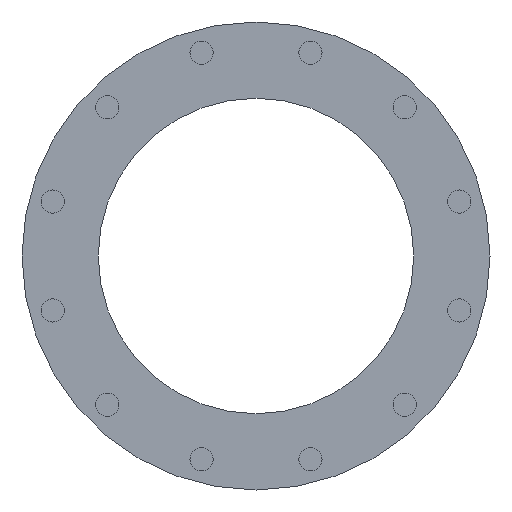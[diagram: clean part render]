
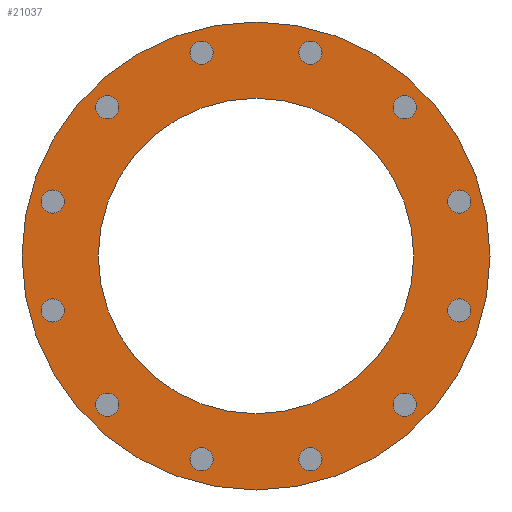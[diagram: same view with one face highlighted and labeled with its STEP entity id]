
A CAD part, left-side view. The second image highlights one B-rep face of the part: STEP entity #21037.
In plain terms, the highlighted planar face has unit normal (-1, 0, 0).
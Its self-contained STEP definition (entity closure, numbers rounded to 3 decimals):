
#282=FACE_BOUND('',#5253,.T.);
#283=FACE_BOUND('',#5254,.T.);
#284=FACE_BOUND('',#5255,.T.);
#285=FACE_BOUND('',#5256,.T.);
#286=FACE_BOUND('',#5257,.T.);
#287=FACE_BOUND('',#5258,.T.);
#288=FACE_BOUND('',#5259,.T.);
#289=FACE_BOUND('',#5260,.T.);
#290=FACE_BOUND('',#5261,.T.);
#291=FACE_BOUND('',#5262,.T.);
#292=FACE_BOUND('',#5263,.T.);
#293=FACE_BOUND('',#5264,.T.);
#294=FACE_BOUND('',#5265,.T.);
#2877=PLANE('',#22942);
#3917=FACE_OUTER_BOUND('',#5252,.T.);
#5252=EDGE_LOOP('',(#17516,#17517));
#5253=EDGE_LOOP('',(#17518));
#5254=EDGE_LOOP('',(#17519));
#5255=EDGE_LOOP('',(#17520));
#5256=EDGE_LOOP('',(#17521));
#5257=EDGE_LOOP('',(#17522));
#5258=EDGE_LOOP('',(#17523));
#5259=EDGE_LOOP('',(#17524));
#5260=EDGE_LOOP('',(#17525));
#5261=EDGE_LOOP('',(#17526));
#5262=EDGE_LOOP('',(#17527));
#5263=EDGE_LOOP('',(#17528));
#5264=EDGE_LOOP('',(#17529));
#5265=EDGE_LOOP('',(#17530,#17531));
#6388=CIRCLE('',#22887,150.);
#6389=CIRCLE('',#22888,150.);
#6431=CIRCLE('',#22940,222.5);
#6432=CIRCLE('',#22941,222.5);
#6433=CIRCLE('',#22943,11.);
#6434=CIRCLE('',#22944,11.);
#6435=CIRCLE('',#22945,11.);
#6436=CIRCLE('',#22946,11.);
#6437=CIRCLE('',#22947,11.);
#6438=CIRCLE('',#22948,11.);
#6439=CIRCLE('',#22949,11.);
#6440=CIRCLE('',#22950,11.);
#6441=CIRCLE('',#22951,11.);
#6442=CIRCLE('',#22952,11.);
#6443=CIRCLE('',#22953,11.);
#6444=CIRCLE('',#22954,11.);
#9551=VERTEX_POINT('',#35838);
#9552=VERTEX_POINT('',#35840);
#9665=VERTEX_POINT('',#36083);
#9666=VERTEX_POINT('',#36085);
#9667=VERTEX_POINT('',#36089);
#9668=VERTEX_POINT('',#36091);
#9669=VERTEX_POINT('',#36093);
#9670=VERTEX_POINT('',#36095);
#9671=VERTEX_POINT('',#36097);
#9672=VERTEX_POINT('',#36099);
#9673=VERTEX_POINT('',#36101);
#9674=VERTEX_POINT('',#36103);
#9675=VERTEX_POINT('',#36105);
#9676=VERTEX_POINT('',#36107);
#9677=VERTEX_POINT('',#36109);
#9678=VERTEX_POINT('',#36111);
#12434=EDGE_CURVE('',#9552,#9551,#6388,.T.);
#12435=EDGE_CURVE('',#9551,#9552,#6389,.T.);
#12555=EDGE_CURVE('',#9665,#9666,#6431,.T.);
#12556=EDGE_CURVE('',#9666,#9665,#6432,.T.);
#12557=EDGE_CURVE('',#9667,#9667,#6433,.T.);
#12558=EDGE_CURVE('',#9668,#9668,#6434,.T.);
#12559=EDGE_CURVE('',#9669,#9669,#6435,.T.);
#12560=EDGE_CURVE('',#9670,#9670,#6436,.T.);
#12561=EDGE_CURVE('',#9671,#9671,#6437,.T.);
#12562=EDGE_CURVE('',#9672,#9672,#6438,.T.);
#12563=EDGE_CURVE('',#9673,#9673,#6439,.T.);
#12564=EDGE_CURVE('',#9674,#9674,#6440,.T.);
#12565=EDGE_CURVE('',#9675,#9675,#6441,.T.);
#12566=EDGE_CURVE('',#9676,#9676,#6442,.T.);
#12567=EDGE_CURVE('',#9677,#9677,#6443,.T.);
#12568=EDGE_CURVE('',#9678,#9678,#6444,.T.);
#17516=ORIENTED_EDGE('',*,*,#12556,.F.);
#17517=ORIENTED_EDGE('',*,*,#12555,.F.);
#17518=ORIENTED_EDGE('',*,*,#12557,.T.);
#17519=ORIENTED_EDGE('',*,*,#12558,.T.);
#17520=ORIENTED_EDGE('',*,*,#12559,.T.);
#17521=ORIENTED_EDGE('',*,*,#12560,.T.);
#17522=ORIENTED_EDGE('',*,*,#12561,.T.);
#17523=ORIENTED_EDGE('',*,*,#12562,.T.);
#17524=ORIENTED_EDGE('',*,*,#12563,.T.);
#17525=ORIENTED_EDGE('',*,*,#12564,.T.);
#17526=ORIENTED_EDGE('',*,*,#12565,.T.);
#17527=ORIENTED_EDGE('',*,*,#12566,.T.);
#17528=ORIENTED_EDGE('',*,*,#12567,.T.);
#17529=ORIENTED_EDGE('',*,*,#12568,.T.);
#17530=ORIENTED_EDGE('',*,*,#12434,.T.);
#17531=ORIENTED_EDGE('',*,*,#12435,.T.);
#21037=ADVANCED_FACE('',(#3917,#282,#283,#284,#285,#286,#287,#288,#289,
#290,#291,#292,#293,#294),#2877,.T.);
#22887=AXIS2_PLACEMENT_3D('',#35841,#27073,#27074);
#22888=AXIS2_PLACEMENT_3D('',#35842,#27075,#27076);
#22940=AXIS2_PLACEMENT_3D('',#36086,#27257,#27258);
#22941=AXIS2_PLACEMENT_3D('',#36087,#27259,#27260);
#22942=AXIS2_PLACEMENT_3D('',#36088,#27261,#27262);
#22943=AXIS2_PLACEMENT_3D('',#36090,#27263,#27264);
#22944=AXIS2_PLACEMENT_3D('',#36092,#27265,#27266);
#22945=AXIS2_PLACEMENT_3D('',#36094,#27267,#27268);
#22946=AXIS2_PLACEMENT_3D('',#36096,#27269,#27270);
#22947=AXIS2_PLACEMENT_3D('',#36098,#27271,#27272);
#22948=AXIS2_PLACEMENT_3D('',#36100,#27273,#27274);
#22949=AXIS2_PLACEMENT_3D('',#36102,#27275,#27276);
#22950=AXIS2_PLACEMENT_3D('',#36104,#27277,#27278);
#22951=AXIS2_PLACEMENT_3D('',#36106,#27279,#27280);
#22952=AXIS2_PLACEMENT_3D('',#36108,#27281,#27282);
#22953=AXIS2_PLACEMENT_3D('',#36110,#27283,#27284);
#22954=AXIS2_PLACEMENT_3D('',#36112,#27285,#27286);
#27073=DIRECTION('center_axis',(1.,0.,0.));
#27074=DIRECTION('ref_axis',(0.,0.,-1.));
#27075=DIRECTION('center_axis',(1.,0.,0.));
#27076=DIRECTION('ref_axis',(0.,0.,-1.));
#27257=DIRECTION('center_axis',(1.,0.,0.));
#27258=DIRECTION('ref_axis',(0.,0.,-1.));
#27259=DIRECTION('center_axis',(1.,0.,0.));
#27260=DIRECTION('ref_axis',(0.,0.,-1.));
#27261=DIRECTION('center_axis',(-1.,0.,0.));
#27262=DIRECTION('ref_axis',(0.,0.,1.));
#27263=DIRECTION('center_axis',(1.,0.,0.));
#27264=DIRECTION('ref_axis',(0.,-0.5,-0.866));
#27265=DIRECTION('center_axis',(1.,0.,0.));
#27266=DIRECTION('ref_axis',(0.,-0.866,-0.5));
#27267=DIRECTION('center_axis',(1.,0.,0.));
#27268=DIRECTION('ref_axis',(0.,-1.,0.));
#27269=DIRECTION('center_axis',(1.,0.,0.));
#27270=DIRECTION('ref_axis',(0.,-0.866,0.5));
#27271=DIRECTION('center_axis',(1.,0.,0.));
#27272=DIRECTION('ref_axis',(0.,-0.5,0.866));
#27273=DIRECTION('center_axis',(1.,0.,0.));
#27274=DIRECTION('ref_axis',(0.,0.,1.));
#27275=DIRECTION('center_axis',(1.,0.,0.));
#27276=DIRECTION('ref_axis',(0.,0.5,0.866));
#27277=DIRECTION('center_axis',(1.,0.,0.));
#27278=DIRECTION('ref_axis',(0.,0.866,0.5));
#27279=DIRECTION('center_axis',(1.,0.,0.));
#27280=DIRECTION('ref_axis',(0.,1.,0.));
#27281=DIRECTION('center_axis',(1.,0.,0.));
#27282=DIRECTION('ref_axis',(0.,0.866,-0.5));
#27283=DIRECTION('center_axis',(1.,0.,0.));
#27284=DIRECTION('ref_axis',(0.,0.5,-0.866));
#27285=DIRECTION('center_axis',(1.,0.,0.));
#27286=DIRECTION('ref_axis',(0.,0.,-1.));
#35838=CARTESIAN_POINT('',(0.,-150.,0.));
#35840=CARTESIAN_POINT('',(0.,150.,0.));
#35841=CARTESIAN_POINT('Origin',(0.,0.,0.));
#35842=CARTESIAN_POINT('Origin',(0.,0.,0.));
#36083=CARTESIAN_POINT('',(0.,-222.5,0.));
#36085=CARTESIAN_POINT('',(0.,222.5,0.));
#36086=CARTESIAN_POINT('Origin',(0.,0.,0.));
#36087=CARTESIAN_POINT('Origin',(0.,0.,0.));
#36088=CARTESIAN_POINT('Origin',(0.,222.5,0.));
#36089=CARTESIAN_POINT('',(0.,198.685,61.29));
#36090=CARTESIAN_POINT('Origin',(0.,193.185,51.764));
#36091=CARTESIAN_POINT('',(0.,202.711,-46.264));
#36092=CARTESIAN_POINT('Origin',(0.,193.185,-51.764));
#36093=CARTESIAN_POINT('',(0.,152.421,-141.421));
#36094=CARTESIAN_POINT('Origin',(0.,141.421,-141.421));
#36095=CARTESIAN_POINT('',(0.,61.29,-198.685));
#36096=CARTESIAN_POINT('Origin',(0.,51.764,-193.185));
#36097=CARTESIAN_POINT('',(0.,-46.264,-202.711));
#36098=CARTESIAN_POINT('Origin',(0.,-51.764,-193.185));
#36099=CARTESIAN_POINT('',(0.,-141.421,-152.421));
#36100=CARTESIAN_POINT('Origin',(0.,-141.421,-141.421));
#36101=CARTESIAN_POINT('',(0.,-198.685,-61.29));
#36102=CARTESIAN_POINT('Origin',(0.,-193.185,-51.764));
#36103=CARTESIAN_POINT('',(0.,-202.711,46.264));
#36104=CARTESIAN_POINT('Origin',(0.,-193.185,51.764));
#36105=CARTESIAN_POINT('',(0.,-152.421,141.421));
#36106=CARTESIAN_POINT('Origin',(0.,-141.421,141.421));
#36107=CARTESIAN_POINT('',(0.,-61.29,198.685));
#36108=CARTESIAN_POINT('Origin',(0.,-51.764,193.185));
#36109=CARTESIAN_POINT('',(0.,46.264,202.711));
#36110=CARTESIAN_POINT('Origin',(0.,51.764,193.185));
#36111=CARTESIAN_POINT('',(0.,141.421,152.421));
#36112=CARTESIAN_POINT('Origin',(0.,141.421,141.421));
